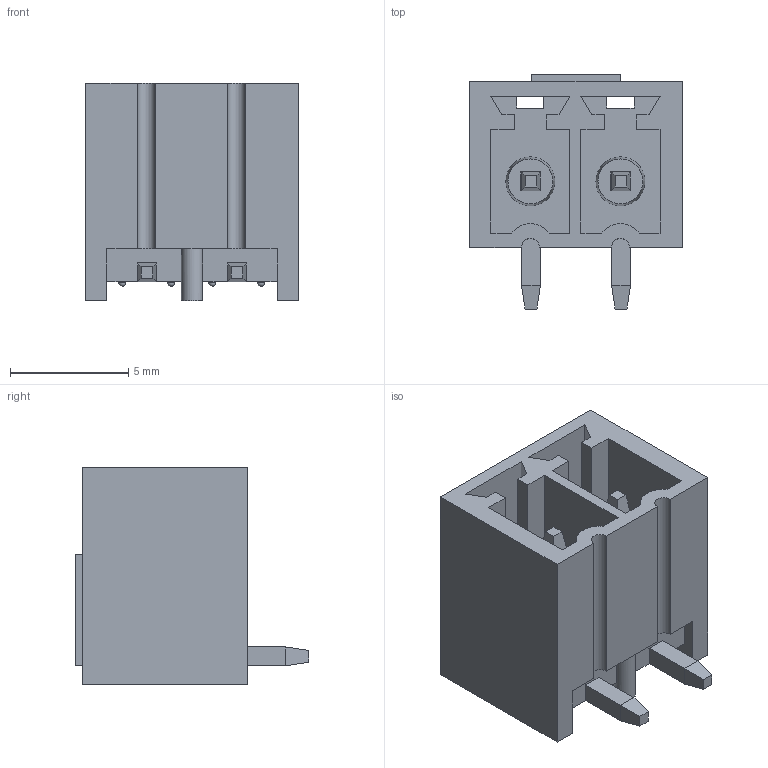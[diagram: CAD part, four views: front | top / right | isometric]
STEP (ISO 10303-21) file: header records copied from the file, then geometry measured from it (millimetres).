
FILE_DESCRIPTION( ( 'Unknown' ), '1' );
FILE_NAME( '691701340002B.stp', 'Unknown', ( 'Quentin LAIDEBEUR' ), ( 'WE' ), 'PSStep 15.0.49', 'Sample-box', ' ' );
FILE_SCHEMA( ( 'AUTOMOTIVE_DESIGN { 1 0 10303 214 1 1 1 1 }' ) );
Length unit declared in the file: millimetre
Products named in the file (3): Assem1; 02; 6917013400xxB_PIN
Assembly tree (3 placements, depth 2):
  Assem1
    02
    6917013400xxB_PIN  x2
Bounding box: 9.01 x 9.9 x 9.2 mm (x, y, z)
Volume: 311.4 mm3; surface area: 866 mm2
Topology: 3 solids, 3 shells, 137 faces, 370 edges, 241 vertices
Faces by surface type: plane 117, cylinder 14, sphere 4, cone 2
Full cylindrical faces by diameter (mm): 0.3 x4, 0.9 x2
Entity records: 4647 total; most frequent: CARTESIAN_POINT 644, ORIENTED_EDGE 618, DIRECTION 585, EDGE_CURVE 309, LINE 279, VECTOR 279, VERTEX_POINT 212, AXIS2_PLACEMENT_3D 153
